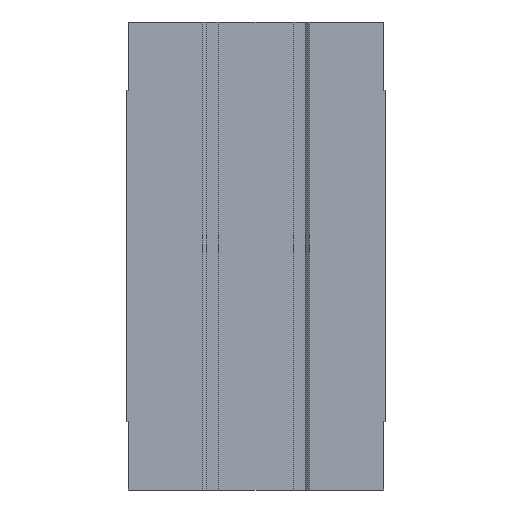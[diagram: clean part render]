
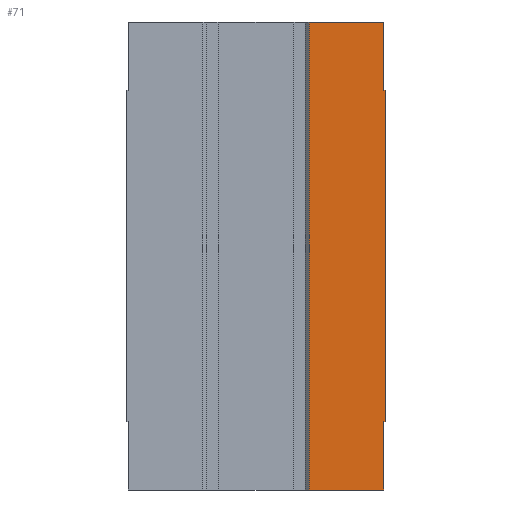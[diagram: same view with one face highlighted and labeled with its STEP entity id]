
A CAD part, front view. The second image highlights one B-rep face of the part: STEP entity #71.
In plain terms, the highlighted planar face has unit normal (0, -1, 0).
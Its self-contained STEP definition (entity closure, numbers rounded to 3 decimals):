
#35 = DIRECTION ( 'NONE',  ( 0., 0., -1. ) ) ;
#43 = CARTESIAN_POINT ( 'NONE',  ( 3.5, 1.5, 10.9 ) ) ;
#71 = ADVANCED_FACE ( 'NONE', ( #1723 ), #1566, .F. ) ;
#113 = CARTESIAN_POINT ( 'NONE',  ( 8.4, 1.5, -10.9 ) ) ;
#126 = EDGE_CURVE ( 'NONE', #1122, #296, #204, .T. ) ;
#132 = EDGE_CURVE ( 'NONE', #887, #380, #650, .T. ) ;
#149 = DIRECTION ( 'NONE',  ( 1., 0., 0. ) ) ;
#204 = LINE ( 'NONE', #759, #1742 ) ;
#218 = VERTEX_POINT ( 'NONE', #250 ) ;
#240 = LINE ( 'NONE', #1439, #670 ) ;
#250 = CARTESIAN_POINT ( 'NONE',  ( 8.4, 1.5, -15.4 ) ) ;
#274 = ORIENTED_EDGE ( 'NONE', *, *, #132, .T. ) ;
#293 = VECTOR ( 'NONE', #35, 1000. ) ;
#296 = VERTEX_POINT ( 'NONE', #1395 ) ;
#380 = VERTEX_POINT ( 'NONE', #428 ) ;
#428 = CARTESIAN_POINT ( 'NONE',  ( 8.5, 1.5, -10.9 ) ) ;
#430 = ORIENTED_EDGE ( 'NONE', *, *, #1169, .T. ) ;
#433 = AXIS2_PLACEMENT_3D ( 'NONE', #1433, #605, #747 ) ;
#448 = ORIENTED_EDGE ( 'NONE', *, *, #550, .F. ) ;
#476 = CARTESIAN_POINT ( 'NONE',  ( 8.4, 1.5, 10.9 ) ) ;
#477 = ORIENTED_EDGE ( 'NONE', *, *, #126, .F. ) ;
#498 = CARTESIAN_POINT ( 'NONE',  ( 3.5, 1.5, -15.4 ) ) ;
#531 = VERTEX_POINT ( 'NONE', #1295 ) ;
#533 = LINE ( 'NONE', #1114, #1121 ) ;
#550 = EDGE_CURVE ( 'NONE', #218, #1351, #1510, .T. ) ;
#605 = DIRECTION ( 'NONE',  ( 0., 1., 0. ) ) ;
#650 = LINE ( 'NONE', #957, #1234 ) ;
#666 = CARTESIAN_POINT ( 'NONE',  ( 8.4, 1.5, -15.4 ) ) ;
#669 = VECTOR ( 'NONE', #705, 1000. ) ;
#670 = VECTOR ( 'NONE', #803, 1000. ) ;
#705 = DIRECTION ( 'NONE',  ( -1., 0., 0. ) ) ;
#747 = DIRECTION ( 'NONE',  ( -1., 0., 0. ) ) ;
#759 = CARTESIAN_POINT ( 'NONE',  ( 3.5, 1.5, 10.9 ) ) ;
#762 = LINE ( 'NONE', #43, #293 ) ;
#803 = DIRECTION ( 'NONE',  ( 0., 0., -1. ) ) ;
#850 = EDGE_CURVE ( 'NONE', #1046, #1122, #240, .T. ) ;
#887 = VERTEX_POINT ( 'NONE', #113 ) ;
#910 = EDGE_CURVE ( 'NONE', #218, #887, #1078, .T. ) ;
#937 = EDGE_CURVE ( 'NONE', #531, #1046, #533, .T. ) ;
#941 = EDGE_CURVE ( 'NONE', #296, #380, #1123, .T. ) ;
#957 = CARTESIAN_POINT ( 'NONE',  ( 3.5, 1.5, -10.9 ) ) ;
#978 = CARTESIAN_POINT ( 'NONE',  ( 8.4, 1.5, -15.4 ) ) ;
#985 = CARTESIAN_POINT ( 'NONE',  ( 8.4, 1.5, 15.4 ) ) ;
#1046 = VERTEX_POINT ( 'NONE', #985 ) ;
#1057 = DIRECTION ( 'NONE',  ( 0., 0., 1. ) ) ;
#1078 = LINE ( 'NONE', #666, #1238 ) ;
#1114 = CARTESIAN_POINT ( 'NONE',  ( 3.5, 1.5, 15.4 ) ) ;
#1121 = VECTOR ( 'NONE', #149, 1000. ) ;
#1122 = VERTEX_POINT ( 'NONE', #476 ) ;
#1123 = LINE ( 'NONE', #1763, #1514 ) ;
#1168 = ORIENTED_EDGE ( 'NONE', *, *, #850, .F. ) ;
#1169 = EDGE_CURVE ( 'NONE', #531, #1351, #762, .T. ) ;
#1193 = ORIENTED_EDGE ( 'NONE', *, *, #937, .F. ) ;
#1234 = VECTOR ( 'NONE', #1621, 1000. ) ;
#1238 = VECTOR ( 'NONE', #1057, 1000. ) ;
#1276 = ORIENTED_EDGE ( 'NONE', *, *, #910, .T. ) ;
#1295 = CARTESIAN_POINT ( 'NONE',  ( 3.5, 1.5, 15.4 ) ) ;
#1297 = DIRECTION ( 'NONE',  ( 1., 0., 0. ) ) ;
#1351 = VERTEX_POINT ( 'NONE', #498 ) ;
#1388 = EDGE_LOOP ( 'NONE', ( #430, #448, #1276, #274, #1662, #477, #1168, #1193 ) ) ;
#1395 = CARTESIAN_POINT ( 'NONE',  ( 8.5, 1.5, 10.9 ) ) ;
#1433 = CARTESIAN_POINT ( 'NONE',  ( 3.5, 1.5, 10.9 ) ) ;
#1439 = CARTESIAN_POINT ( 'NONE',  ( 8.4, 1.5, 15.4 ) ) ;
#1510 = LINE ( 'NONE', #978, #669 ) ;
#1514 = VECTOR ( 'NONE', #1663, 1000. ) ;
#1566 = PLANE ( 'NONE',  #433 ) ;
#1621 = DIRECTION ( 'NONE',  ( 1., 0., 0. ) ) ;
#1662 = ORIENTED_EDGE ( 'NONE', *, *, #941, .F. ) ;
#1663 = DIRECTION ( 'NONE',  ( 0., 0., -1. ) ) ;
#1723 = FACE_OUTER_BOUND ( 'NONE', #1388, .T. ) ;
#1742 = VECTOR ( 'NONE', #1297, 1000. ) ;
#1763 = CARTESIAN_POINT ( 'NONE',  ( 8.5, 1.5, 10.9 ) ) ;
